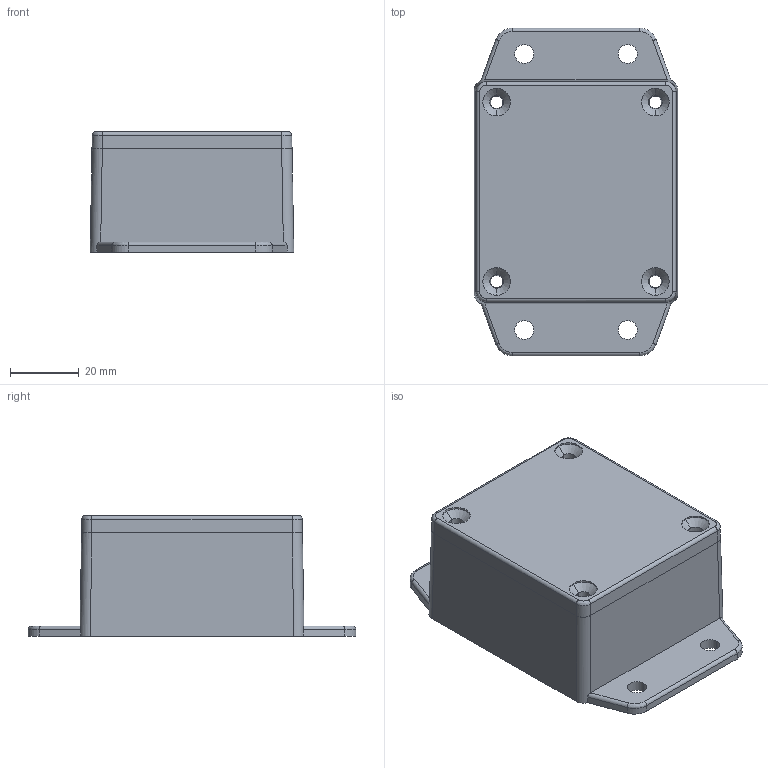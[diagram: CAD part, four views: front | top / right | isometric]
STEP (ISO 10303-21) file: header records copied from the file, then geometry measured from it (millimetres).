
FILE_DESCRIPTION (( 'STEP AP214' ), '1' );
FILE_NAME ('User Library-Gainta G104MF.STEP', '2022-09-28T13:37:13', ( '' ), ( '' ), 'SwSTEP 2.0', 'SolidWorks 2022', '' );
FILE_SCHEMA (( 'AUTOMOTIVE_DESIGN' ));
Length unit declared in the file: millimetre
Products named in the file (3): User Library-Gainta G104MF; Imported; Imported_2
Assembly tree (2 placements, depth 2):
  User Library-Gainta G104MF
    Imported
    Imported_2
Bounding box: 59.05 x 95 x 35 mm (x, y, z)
Volume: 60370.6 mm3; surface area: 36854.6 mm2
Topology: 2 solids, 2 shells, 300 faces, 772 edges, 490 vertices
Faces by surface type: cylinder 106, plane 104, cone 50, bspline 40
Entity records: 15048 total; most frequent: CARTESIAN_POINT 4489, ORIENTED_EDGE 1532, DIRECTION 1430, EDGE_CURVE 766, AXIS2_PLACEMENT_3D 507, VERTEX_POINT 490, VECTOR 416, LINE 416
